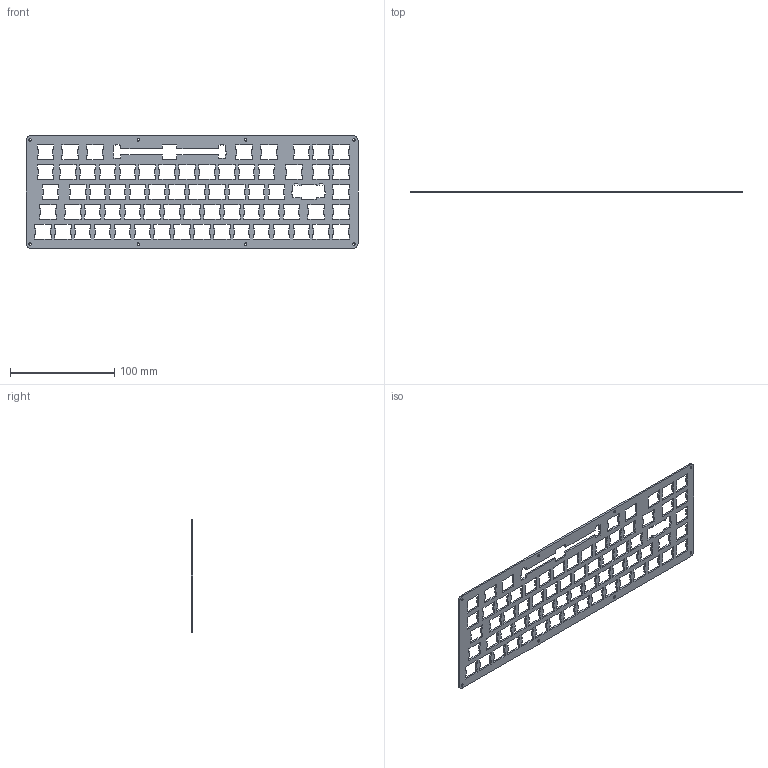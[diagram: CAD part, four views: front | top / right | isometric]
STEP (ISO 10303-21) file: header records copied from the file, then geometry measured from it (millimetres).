
FILE_DESCRIPTION(/* description */ (''),/* implementation_level */ '2;1');
FILE_NAME(/* name */ 'Switch Plate_fixed.stp',/* time_stamp */ '2018-06-05T23:18:56+02:00',/* author */ (''),/* organization */ (''),/* preprocessor_version */ 'ST-DEVELOPER v16',/* originating_system */ 'SIEMENS PLM Software NX 10.0',/* authorisation */ '');
FILE_SCHEMA (('CONFIG_CONTROL_DESIGN'));
Length unit declared in the file: millimetre
Products named in the file (1): Switch Plate_stp
Bounding box: 318.22 x 1.59 x 108 mm (x, y, z)
Volume: 29878.4 mm3; surface area: 46476.2 mm2
Topology: 1 solids, 1 shells, 902 faces, 2692 edges, 1792 vertices
Faces by surface type: plane 882, cylinder 12, cone 8
Full cylindrical faces by diameter (mm): 2.4 x8
Entity records: 29996 total; most frequent: CARTESIAN_POINT 5371, ORIENTED_EDGE 5352, DIRECTION 4514, EDGE_CURVE 2676, LINE 2644, VECTOR 2644, VERTEX_POINT 1792, EDGE_LOOP 1072
